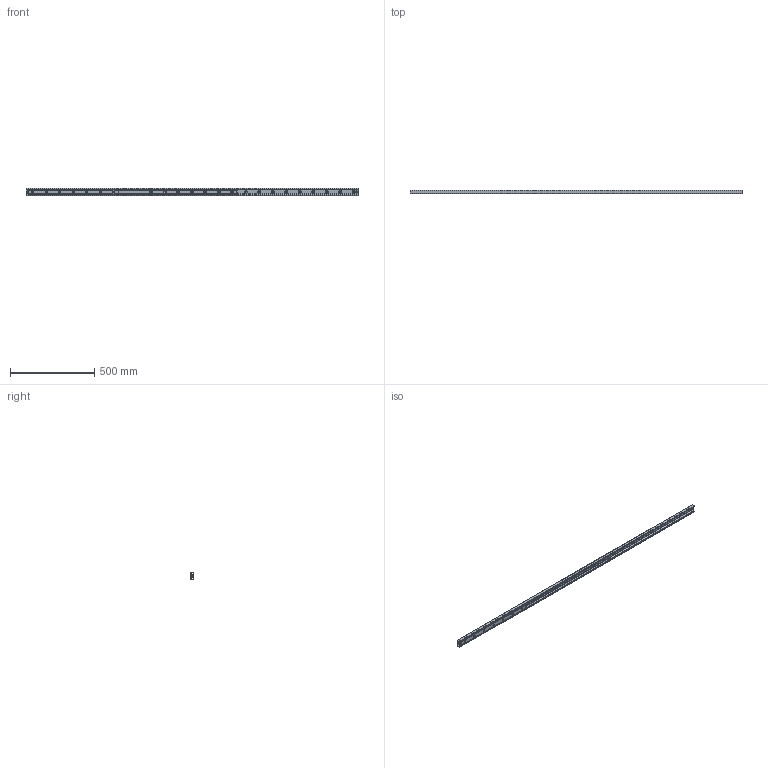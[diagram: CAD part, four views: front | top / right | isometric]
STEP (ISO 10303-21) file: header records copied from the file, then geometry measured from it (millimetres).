
FILE_DESCRIPTION((''),'2;1');
FILE_NAME('LCE 43-1970-0530.stp','2016-01-13T07:55:20',('MRathmann'),(''),'Autodesk Inventor 2012','Autodesk Inventor 2012','');
FILE_SCHEMA(('CONFIG_CONTROL_DESIGN'));
Length unit declared in the file: millimetre
Products named in the file (5): LCE 43-1970-0530.iam (Detailgenauigkeit1); # LCE 43-1970; LLO 43-0530; KF.LCE 43-1234.GZ; + SC M10x0,75x3,2
Assembly tree (5 placements, depth 2):
  LCE 43-1970-0530.iam (Detailgenauigkeit1)
    # LCE 43-1970
    LLO 43-0530
    KF.LCE 43-1234.GZ
    + SC M10x0,75x3,2  x2
Bounding box: 1970 x 22 x 43 mm (x, y, z)
Volume: 951441.3 mm3; surface area: 483791.6 mm2
Topology: 5 solids, 5 shells, 218 faces, 537 edges, 339 vertices
Faces by surface type: cylinder 95, plane 83, cone 34, torus 6
Full cylindrical faces by diameter (mm): 6.647 x7, 8.376 x2, 8.5 x25, 10 x2, 12 x2, 18 x14
Entity records: 6219 total; most frequent: CARTESIAN_POINT 1257, DIRECTION 1042, ORIENTED_EDGE 830, AXIS2_PLACEMENT_3D 428, EDGE_CURVE 415, EDGE_LOOP 394, VERTEX_POINT 311, CIRCLE 213
